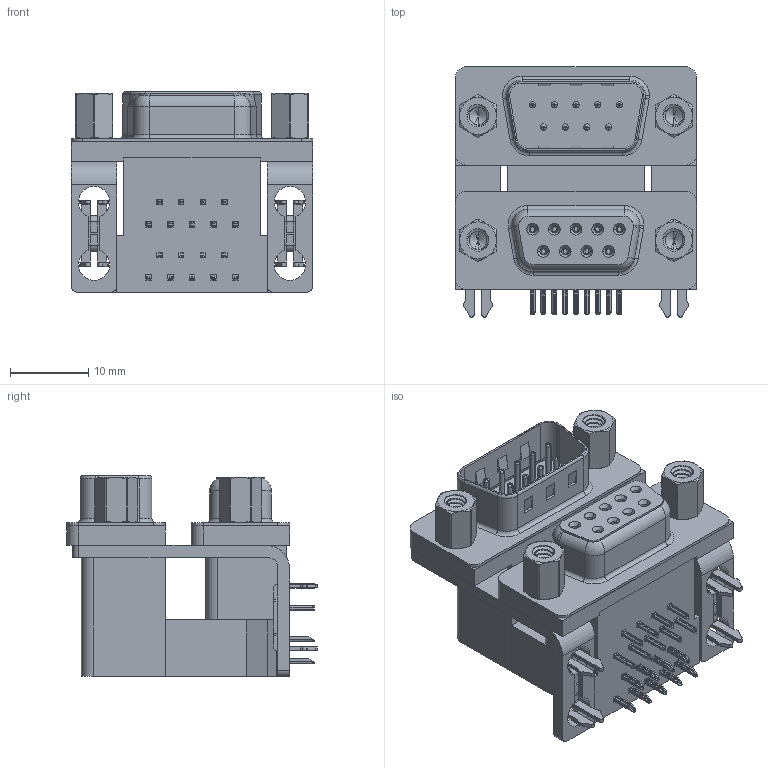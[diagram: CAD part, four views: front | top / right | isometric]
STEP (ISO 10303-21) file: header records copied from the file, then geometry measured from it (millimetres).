
FILE_DESCRIPTION (( 'STEP AP203' ), '1' );
FILE_NAME ('663-009-364-033.STEP', '2022-06-17T21:42:41', ( '' ), ( '' ), 'SwSTEP 2.0', 'SolidWorks 2020', '' );
FILE_SCHEMA (( 'CONFIG_CONTROL_DESIGN' ));
Length unit declared in the file: millimetre
Products named in the file (14): 663 Contact Top Upper_L; 663 Housing Spacer_09 Contacts L; 663 Shell Plug_09 Contacts; 663 Housing Lower_09 Contacts; 663 Contact Top Lower; 663-009-364-033; 663 Housing Upper_09 Contacts L; 663 Threaded Rivet_4-40; 663 Mounting Bracket_2ProngL; 663 Shell Receptacle_09 Contacts; 663 2 Prong Board Lock_3; 663 Contact Bottom Upper_L; 663 4-40 Hex Standoff 5; 663 Contact Bottom Lower
Assembly tree (35 placements, depth 2):
  663-009-364-033
    663 Housing Lower_09 Contacts
    663 Housing Spacer_09 Contacts L
    663 Housing Upper_09 Contacts L
    663 Shell Receptacle_09 Contacts
    663 Shell Plug_09 Contacts
    663 Contact Bottom Lower  x4
    663 Contact Top Lower  x5
    663 Contact Bottom Upper_L  x4
    663 Contact Top Upper_L  x5
    663 Mounting Bracket_2ProngL  x2
    663 2 Prong Board Lock_3  x2
    663 Threaded Rivet_4-40  x4
    663 4-40 Hex Standoff 5  x4
Bounding box: 30.81 x 31.93 x 25.6 mm (x, y, z)
Volume: 10796.4 mm3; surface area: 13284.2 mm2
Topology: 35 solids, 35 shells, 2933 faces, 7613 edges, 4797 vertices
Faces by surface type: plane 1409, cylinder 889, bspline 344, cone 168, torus 123
Entity records: 44550 total; most frequent: CARTESIAN_POINT 14454, ORIENTED_EDGE 5984, DIRECTION 5555, EDGE_CURVE 2992, VERTEX_POINT 1909, LINE 1895, VECTOR 1895, AXIS2_PLACEMENT_3D 1830
